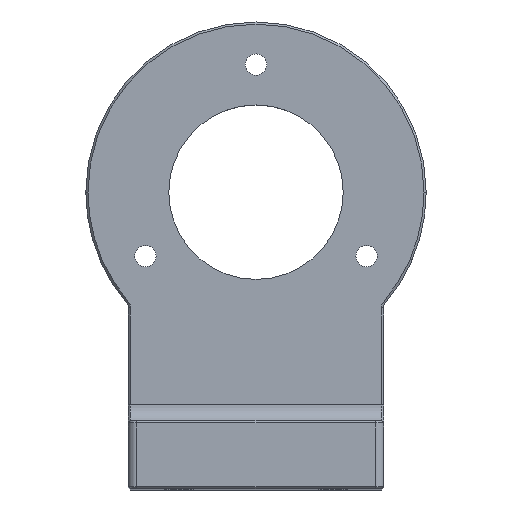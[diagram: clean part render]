
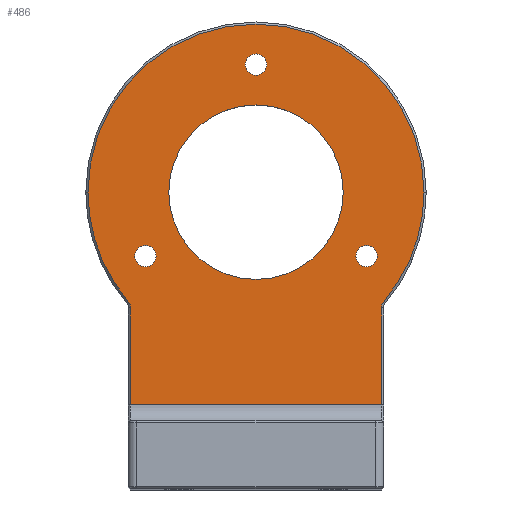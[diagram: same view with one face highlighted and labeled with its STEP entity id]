
A CAD part, top view. The second image highlights one B-rep face of the part: STEP entity #486.
In plain terms, the highlighted planar face has unit normal (0, 0, 1).
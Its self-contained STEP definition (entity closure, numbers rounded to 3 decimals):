
#23 = VECTOR ( 'NONE', #524, 1000. ) ;
#31 = VERTEX_POINT ( 'NONE', #2474 ) ;
#33 = AXIS2_PLACEMENT_3D ( 'NONE', #2419, #243, #1432 ) ;
#37 = CIRCLE ( 'NONE', #1526, 10.25 ) ;
#50 = DIRECTION ( 'NONE',  ( 0., -1., 0. ) ) ;
#57 = EDGE_CURVE ( 'NONE', #1497, #1463, #352, .T. ) ;
#67 = EDGE_CURVE ( 'NONE', #1939, #31, #481, .T. ) ;
#77 = VECTOR ( 'NONE', #531, 1000. ) ;
#82 = CARTESIAN_POINT ( 'NONE',  ( 16., 21.399, -38. ) ) ;
#96 = DIRECTION ( 'NONE',  ( 0., 0., -1. ) ) ;
#99 = CARTESIAN_POINT ( 'NONE',  ( 0., 35., -38. ) ) ;
#197 = AXIS2_PLACEMENT_3D ( 'NONE', #506, #546, #2481 ) ;
#225 = DIRECTION ( 'NONE',  ( -1., 0., 0. ) ) ;
#243 = DIRECTION ( 'NONE',  ( 0., 0., -1. ) ) ;
#247 = ORIENTED_EDGE ( 'NONE', *, *, #707, .T. ) ;
#260 = DIRECTION ( 'NONE',  ( -1., 0., 0. ) ) ;
#271 = CARTESIAN_POINT ( 'NONE',  ( -14.75, 0., -38. ) ) ;
#278 = ORIENTED_EDGE ( 'NONE', *, *, #392, .T. ) ;
#324 = CARTESIAN_POINT ( 'NONE',  ( 0., 10., -38. ) ) ;
#330 = EDGE_CURVE ( 'NONE', #2281, #1264, #1310, .T. ) ;
#352 = LINE ( 'NONE', #324, #23 ) ;
#373 = AXIS2_PLACEMENT_3D ( 'NONE', #387, #1988, #1997 ) ;
#383 = DIRECTION ( 'NONE',  ( 0., 0., 1. ) ) ;
#387 = CARTESIAN_POINT ( 'NONE',  ( 0., 0., -38. ) ) ;
#392 = EDGE_CURVE ( 'NONE', #1631, #711, #566, .T. ) ;
#428 = CARTESIAN_POINT ( 'NONE',  ( -1.25, 50., -38. ) ) ;
#445 = CARTESIAN_POINT ( 'NONE',  ( 11.74, 27.5, -38. ) ) ;
#460 = AXIS2_PLACEMENT_3D ( 'NONE', #2029, #2257, #1073 ) ;
#461 = CARTESIAN_POINT ( 'NONE',  ( 0., 35., -38. ) ) ;
#481 = CIRCLE ( 'NONE', #573, 1.25 ) ;
#486 = ADVANCED_FACE ( 'NONE', ( #1685, #2477, #720, #1495, #515 ), #2077, .F. ) ;
#490 = EDGE_CURVE ( 'NONE', #1538, #1600, #719, .T. ) ;
#506 = CARTESIAN_POINT ( 'NONE',  ( 0., 50., -38. ) ) ;
#508 = CARTESIAN_POINT ( 'NONE',  ( -10.25, 35., -38. ) ) ;
#515 = FACE_BOUND ( 'NONE', #1391, .T. ) ;
#518 = AXIS2_PLACEMENT_3D ( 'NONE', #560, #383, #962 ) ;
#520 = DIRECTION ( 'NONE',  ( 0., 0., -1. ) ) ;
#524 = DIRECTION ( 'NONE',  ( 1., 0., 0. ) ) ;
#531 = DIRECTION ( 'NONE',  ( 0., 1., 0. ) ) ;
#546 = DIRECTION ( 'NONE',  ( 0., 0., 1. ) ) ;
#550 = CIRCLE ( 'NONE', #887, 1.25 ) ;
#560 = CARTESIAN_POINT ( 'NONE',  ( 0., 35., -38. ) ) ;
#566 = CIRCLE ( 'NONE', #518, 19.75 ) ;
#568 = ORIENTED_EDGE ( 'NONE', *, *, #1030, .F. ) ;
#573 = AXIS2_PLACEMENT_3D ( 'NONE', #1148, #1934, #1112 ) ;
#601 = CARTESIAN_POINT ( 'NONE',  ( 10.25, 35., -38. ) ) ;
#619 = ORIENTED_EDGE ( 'NONE', *, *, #1259, .T. ) ;
#631 = DIRECTION ( 'NONE',  ( -1., 0., 0. ) ) ;
#643 = ORIENTED_EDGE ( 'NONE', *, *, #1296, .T. ) ;
#662 = LINE ( 'NONE', #271, #923 ) ;
#695 = EDGE_CURVE ( 'NONE', #1757, #1924, #1040, .T. ) ;
#707 = EDGE_CURVE ( 'NONE', #946, #1497, #662, .T. ) ;
#711 = VERTEX_POINT ( 'NONE', #2434 ) ;
#719 = CIRCLE ( 'NONE', #2014, 1.25 ) ;
#720 = FACE_BOUND ( 'NONE', #1151, .T. ) ;
#732 = CARTESIAN_POINT ( 'NONE',  ( -14.24, 27.5, -38. ) ) ;
#733 = ORIENTED_EDGE ( 'NONE', *, *, #330, .F. ) ;
#736 = ORIENTED_EDGE ( 'NONE', *, *, #2320, .T. ) ;
#745 = DIRECTION ( 'NONE',  ( -1., 0., 0. ) ) ;
#818 = CARTESIAN_POINT ( 'NONE',  ( -12.99, 27.5, -38. ) ) ;
#822 = DIRECTION ( 'NONE',  ( 0., 0., 1. ) ) ;
#885 = EDGE_LOOP ( 'NONE', ( #2140, #568 ) ) ;
#887 = AXIS2_PLACEMENT_3D ( 'NONE', #82, #889, #631 ) ;
#889 = DIRECTION ( 'NONE',  ( 0., 0., -1. ) ) ;
#908 = CARTESIAN_POINT ( 'NONE',  ( 14.75, 21.399, -38. ) ) ;
#923 = VECTOR ( 'NONE', #50, 1000. ) ;
#946 = VERTEX_POINT ( 'NONE', #1408 ) ;
#962 = DIRECTION ( 'NONE',  ( -1., 0., 0. ) ) ;
#1006 = DIRECTION ( 'NONE',  ( -1., 0., 0. ) ) ;
#1011 = ORIENTED_EDGE ( 'NONE', *, *, #1131, .F. ) ;
#1024 = EDGE_LOOP ( 'NONE', ( #733, #1011 ) ) ;
#1030 = EDGE_CURVE ( 'NONE', #31, #1939, #1815, .T. ) ;
#1040 = CIRCLE ( 'NONE', #2482, 19.75 ) ;
#1073 = DIRECTION ( 'NONE',  ( -1., 0., 0. ) ) ;
#1085 = CARTESIAN_POINT ( 'NONE',  ( 0., 35., -38. ) ) ;
#1112 = DIRECTION ( 'NONE',  ( -1., 0., 0. ) ) ;
#1131 = EDGE_CURVE ( 'NONE', #1264, #2281, #1900, .T. ) ;
#1148 = CARTESIAN_POINT ( 'NONE',  ( 12.99, 27.5, -38. ) ) ;
#1150 = CIRCLE ( 'NONE', #33, 1.25 ) ;
#1151 = EDGE_LOOP ( 'NONE', ( #1327, #619 ) ) ;
#1200 = AXIS2_PLACEMENT_3D ( 'NONE', #1085, #96, #1533 ) ;
#1219 = CARTESIAN_POINT ( 'NONE',  ( -11.74, 27.5, -38. ) ) ;
#1221 = VERTEX_POINT ( 'NONE', #508 ) ;
#1259 = EDGE_CURVE ( 'NONE', #1721, #1221, #1565, .T. ) ;
#1264 = VERTEX_POINT ( 'NONE', #1486 ) ;
#1274 = EDGE_CURVE ( 'NONE', #1600, #1538, #1279, .T. ) ;
#1279 = CIRCLE ( 'NONE', #1695, 1.25 ) ;
#1296 = EDGE_CURVE ( 'NONE', #1463, #2062, #1508, .T. ) ;
#1310 = CIRCLE ( 'NONE', #197, 1.25 ) ;
#1327 = ORIENTED_EDGE ( 'NONE', *, *, #2497, .T. ) ;
#1358 = CIRCLE ( 'NONE', #2010, 19.75 ) ;
#1380 = CARTESIAN_POINT ( 'NONE',  ( 12.99, 27.5, -38. ) ) ;
#1391 = EDGE_LOOP ( 'NONE', ( #2296, #1751 ) ) ;
#1408 = CARTESIAN_POINT ( 'NONE',  ( -14.75, 21.399, -38. ) ) ;
#1432 = DIRECTION ( 'NONE',  ( -1., 0., 0. ) ) ;
#1455 = CARTESIAN_POINT ( 'NONE',  ( -15.048, 22.208, -38. ) ) ;
#1463 = VERTEX_POINT ( 'NONE', #2039 ) ;
#1486 = CARTESIAN_POINT ( 'NONE',  ( 1.25, 50., -38. ) ) ;
#1495 = FACE_BOUND ( 'NONE', #885, .T. ) ;
#1497 = VERTEX_POINT ( 'NONE', #2427 ) ;
#1500 = ORIENTED_EDGE ( 'NONE', *, *, #1514, .T. ) ;
#1508 = LINE ( 'NONE', #2294, #77 ) ;
#1514 = EDGE_CURVE ( 'NONE', #2062, #1631, #550, .T. ) ;
#1526 = AXIS2_PLACEMENT_3D ( 'NONE', #1534, #520, #2309 ) ;
#1533 = DIRECTION ( 'NONE',  ( -1., 0., 0. ) ) ;
#1534 = CARTESIAN_POINT ( 'NONE',  ( 0., 35., -38. ) ) ;
#1538 = VERTEX_POINT ( 'NONE', #1219 ) ;
#1565 = CIRCLE ( 'NONE', #1200, 10.25 ) ;
#1596 = DIRECTION ( 'NONE',  ( -1., 0., 0. ) ) ;
#1600 = VERTEX_POINT ( 'NONE', #732 ) ;
#1631 = VERTEX_POINT ( 'NONE', #1902 ) ;
#1685 = FACE_OUTER_BOUND ( 'NONE', #1860, .T. ) ;
#1695 = AXIS2_PLACEMENT_3D ( 'NONE', #2273, #1713, #745 ) ;
#1713 = DIRECTION ( 'NONE',  ( 0., 0., 1. ) ) ;
#1721 = VERTEX_POINT ( 'NONE', #601 ) ;
#1751 = ORIENTED_EDGE ( 'NONE', *, *, #490, .F. ) ;
#1757 = VERTEX_POINT ( 'NONE', #1979 ) ;
#1780 = ORIENTED_EDGE ( 'NONE', *, *, #695, .T. ) ;
#1815 = CIRCLE ( 'NONE', #2058, 1.25 ) ;
#1858 = DIRECTION ( 'NONE',  ( 0., 0., 1. ) ) ;
#1860 = EDGE_LOOP ( 'NONE', ( #2047, #643, #1500, #278, #2539, #1780, #736, #247 ) ) ;
#1900 = CIRCLE ( 'NONE', #460, 1.25 ) ;
#1902 = CARTESIAN_POINT ( 'NONE',  ( 15.048, 22.208, -38. ) ) ;
#1924 = VERTEX_POINT ( 'NONE', #1455 ) ;
#1934 = DIRECTION ( 'NONE',  ( 0., 0., 1. ) ) ;
#1939 = VERTEX_POINT ( 'NONE', #445 ) ;
#1979 = CARTESIAN_POINT ( 'NONE',  ( -19.75, 35., -38. ) ) ;
#1988 = DIRECTION ( 'NONE',  ( 0., 0., -1. ) ) ;
#1997 = DIRECTION ( 'NONE',  ( -1., 0., 0. ) ) ;
#2010 = AXIS2_PLACEMENT_3D ( 'NONE', #461, #822, #1596 ) ;
#2011 = EDGE_CURVE ( 'NONE', #711, #1757, #1358, .T. ) ;
#2014 = AXIS2_PLACEMENT_3D ( 'NONE', #818, #2165, #225 ) ;
#2029 = CARTESIAN_POINT ( 'NONE',  ( 0., 50., -38. ) ) ;
#2039 = CARTESIAN_POINT ( 'NONE',  ( 14.75, 10., -38. ) ) ;
#2047 = ORIENTED_EDGE ( 'NONE', *, *, #57, .T. ) ;
#2058 = AXIS2_PLACEMENT_3D ( 'NONE', #1380, #2161, #1006 ) ;
#2062 = VERTEX_POINT ( 'NONE', #908 ) ;
#2077 = PLANE ( 'NONE',  #373 ) ;
#2140 = ORIENTED_EDGE ( 'NONE', *, *, #67, .F. ) ;
#2161 = DIRECTION ( 'NONE',  ( 0., 0., 1. ) ) ;
#2165 = DIRECTION ( 'NONE',  ( 0., 0., 1. ) ) ;
#2257 = DIRECTION ( 'NONE',  ( 0., 0., 1. ) ) ;
#2273 = CARTESIAN_POINT ( 'NONE',  ( -12.99, 27.5, -38. ) ) ;
#2281 = VERTEX_POINT ( 'NONE', #428 ) ;
#2294 = CARTESIAN_POINT ( 'NONE',  ( 14.75, 0., -38. ) ) ;
#2296 = ORIENTED_EDGE ( 'NONE', *, *, #1274, .F. ) ;
#2309 = DIRECTION ( 'NONE',  ( -1., 0., 0. ) ) ;
#2320 = EDGE_CURVE ( 'NONE', #1924, #946, #1150, .T. ) ;
#2419 = CARTESIAN_POINT ( 'NONE',  ( -16., 21.399, -38. ) ) ;
#2427 = CARTESIAN_POINT ( 'NONE',  ( -14.75, 10., -38. ) ) ;
#2434 = CARTESIAN_POINT ( 'NONE',  ( 19.75, 35., -38. ) ) ;
#2474 = CARTESIAN_POINT ( 'NONE',  ( 14.24, 27.5, -38. ) ) ;
#2477 = FACE_BOUND ( 'NONE', #1024, .T. ) ;
#2481 = DIRECTION ( 'NONE',  ( -1., 0., 0. ) ) ;
#2482 = AXIS2_PLACEMENT_3D ( 'NONE', #99, #1858, #260 ) ;
#2497 = EDGE_CURVE ( 'NONE', #1221, #1721, #37, .T. ) ;
#2539 = ORIENTED_EDGE ( 'NONE', *, *, #2011, .T. ) ;
